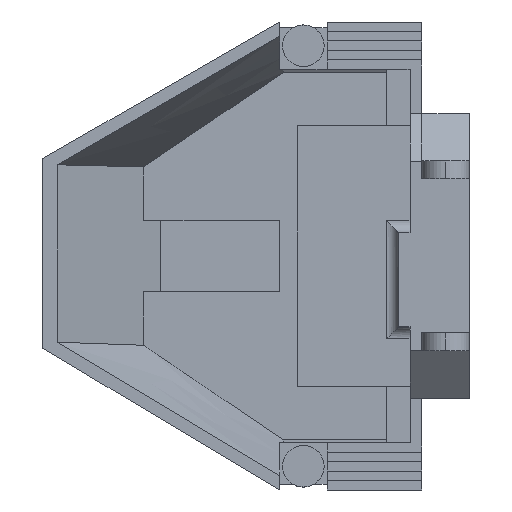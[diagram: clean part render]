
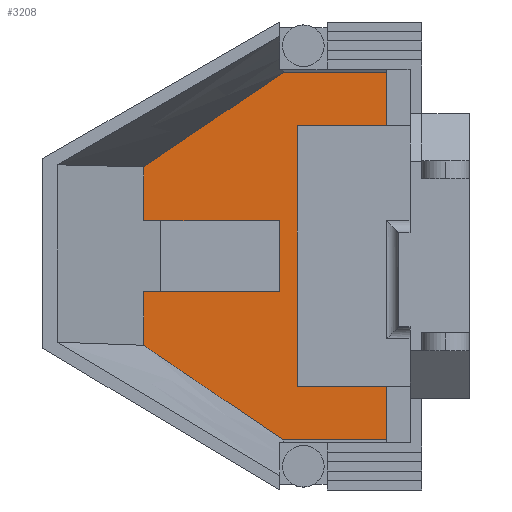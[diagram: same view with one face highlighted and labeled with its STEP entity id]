
A CAD part, top view. The second image highlights one B-rep face of the part: STEP entity #3208.
In plain terms, the highlighted planar face has unit normal (0, 0, 1).
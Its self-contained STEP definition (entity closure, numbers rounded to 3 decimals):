
#35=B_SPLINE_CURVE_WITH_KNOTS('',3,(#4918,#4919,#4920,#4921,#4922,#4923,
#4924,#4925,#4926,#4927,#4928,#4929,#4930),.UNSPECIFIED.,.F.,.F.,(4,3,3,
3,4),(-2.904,-1.808,-1.509,-0.481,
-0.06),.UNSPECIFIED.);
#37=B_SPLINE_CURVE_WITH_KNOTS('',3,(#4969,#4970,#4971,#4972,#4973,#4974,
#4975,#4976,#4977,#4978,#4979,#4980,#4981),.UNSPECIFIED.,.F.,.F.,(4,3,3,
3,4),(-2.955,-1.752,-1.503,-0.245,
-0.108),.UNSPECIFIED.);
#136=PLANE('',#3421);
#292=FACE_OUTER_BOUND('',#461,.T.);
#461=EDGE_LOOP('',(#2724,#2725,#2726,#2727,#2728,#2729,#2730,#2731,#2732,
#2733,#2734,#2735,#2736,#2737,#2738));
#720=LINE('',#4848,#1123);
#722=LINE('',#4857,#1125);
#725=LINE('',#4869,#1128);
#729=LINE('',#4938,#1132);
#797=LINE('',#5191,#1200);
#798=LINE('',#5193,#1201);
#799=LINE('',#5195,#1202);
#800=LINE('',#5196,#1203);
#801=LINE('',#5198,#1204);
#802=LINE('',#5200,#1205);
#803=LINE('',#5202,#1206);
#804=LINE('',#5204,#1207);
#805=LINE('',#5205,#1208);
#1123=VECTOR('',#3839,10.);
#1125=VECTOR('',#3843,10.);
#1128=VECTOR('',#3850,10.);
#1132=VECTOR('',#3856,10.);
#1200=VECTOR('',#4034,10.);
#1201=VECTOR('',#4035,10.);
#1202=VECTOR('',#4036,10.);
#1203=VECTOR('',#4037,10.);
#1204=VECTOR('',#4038,10.);
#1205=VECTOR('',#4039,10.);
#1206=VECTOR('',#4040,10.);
#1207=VECTOR('',#4041,10.);
#1208=VECTOR('',#4042,10.);
#1536=VERTEX_POINT('',#4845);
#1537=VERTEX_POINT('',#4847);
#1538=VERTEX_POINT('',#4854);
#1539=VERTEX_POINT('',#4856);
#1542=VERTEX_POINT('',#4864);
#1546=VERTEX_POINT('',#4911);
#1549=VERTEX_POINT('',#4936);
#1553=VERTEX_POINT('',#4968);
#1609=VERTEX_POINT('',#5190);
#1610=VERTEX_POINT('',#5192);
#1611=VERTEX_POINT('',#5194);
#1612=VERTEX_POINT('',#5197);
#1613=VERTEX_POINT('',#5199);
#1614=VERTEX_POINT('',#5201);
#1615=VERTEX_POINT('',#5203);
#1905=EDGE_CURVE('',#1537,#1536,#720,.T.);
#1908=EDGE_CURVE('',#1539,#1538,#722,.T.);
#1913=EDGE_CURVE('',#1538,#1542,#725,.T.);
#1919=EDGE_CURVE('',#1542,#1546,#35,.F.);
#1923=EDGE_CURVE('',#1536,#1549,#729,.T.);
#1929=EDGE_CURVE('',#1553,#1537,#37,.F.);
#2020=EDGE_CURVE('',#1549,#1609,#797,.T.);
#2021=EDGE_CURVE('',#1610,#1609,#798,.T.);
#2022=EDGE_CURVE('',#1611,#1610,#799,.T.);
#2023=EDGE_CURVE('',#1611,#1539,#800,.T.);
#2024=EDGE_CURVE('',#1546,#1612,#801,.T.);
#2025=EDGE_CURVE('',#1613,#1612,#802,.T.);
#2026=EDGE_CURVE('',#1614,#1613,#803,.T.);
#2027=EDGE_CURVE('',#1614,#1615,#804,.F.);
#2028=EDGE_CURVE('',#1615,#1553,#805,.T.);
#2724=ORIENTED_EDGE('',*,*,#1923,.T.);
#2725=ORIENTED_EDGE('',*,*,#2020,.T.);
#2726=ORIENTED_EDGE('',*,*,#2021,.F.);
#2727=ORIENTED_EDGE('',*,*,#2022,.F.);
#2728=ORIENTED_EDGE('',*,*,#2023,.T.);
#2729=ORIENTED_EDGE('',*,*,#1908,.T.);
#2730=ORIENTED_EDGE('',*,*,#1913,.T.);
#2731=ORIENTED_EDGE('',*,*,#1919,.T.);
#2732=ORIENTED_EDGE('',*,*,#2024,.T.);
#2733=ORIENTED_EDGE('',*,*,#2025,.F.);
#2734=ORIENTED_EDGE('',*,*,#2026,.F.);
#2735=ORIENTED_EDGE('',*,*,#2027,.T.);
#2736=ORIENTED_EDGE('',*,*,#2028,.T.);
#2737=ORIENTED_EDGE('',*,*,#1929,.T.);
#2738=ORIENTED_EDGE('',*,*,#1905,.T.);
#3208=ADVANCED_FACE('',(#292),#136,.T.);
#3421=AXIS2_PLACEMENT_3D('',#5189,#4032,#4033);
#3839=DIRECTION('',(1.,0.,0.));
#3843=DIRECTION('',(0.,1.,0.));
#3850=DIRECTION('',(-1.,0.,0.));
#3856=DIRECTION('',(0.,1.,0.));
#4032=DIRECTION('center_axis',(0.,0.,
1.));
#4033=DIRECTION('ref_axis',(1.,0.,0.));
#4034=DIRECTION('',(-1.,0.,0.));
#4035=DIRECTION('',(1.,0.,0.));
#4036=DIRECTION('',(0.,-1.,0.));
#4037=DIRECTION('',(1.,0.,0.));
#4038=DIRECTION('',(0.,-1.,0.));
#4039=DIRECTION('',(-1.,0.,0.));
#4040=DIRECTION('',(0.,1.,0.));
#4041=DIRECTION('',(1.,0.,0.));
#4042=DIRECTION('',(0.,-1.,0.));
#4845=CARTESIAN_POINT('',(13.,-11.018,10.2));
#4847=CARTESIAN_POINT('',(-4.408,-11.018,10.2));
#4848=CARTESIAN_POINT('',(-4.047,-11.018,10.2));
#4854=CARTESIAN_POINT('',(13.,51.018,10.2));
#4856=CARTESIAN_POINT('',(13.,42.,10.2));
#4857=CARTESIAN_POINT('',(13.,34.,10.2));
#4864=CARTESIAN_POINT('',(-4.41,51.018,10.2));
#4869=CARTESIAN_POINT('',(7.953,51.018,10.2));
#4911=CARTESIAN_POINT('',(-27.955,35.082,10.2));
#4918=CARTESIAN_POINT('Ctrl Pts',(-27.955,35.082,10.2));
#4919=CARTESIAN_POINT('Ctrl Pts',(-24.932,37.131,10.2));
#4920=CARTESIAN_POINT('Ctrl Pts',(-21.91,39.178,10.2));
#4921=CARTESIAN_POINT('Ctrl Pts',(-18.887,41.225,10.2));
#4922=CARTESIAN_POINT('Ctrl Pts',(-18.062,41.783,10.2));
#4923=CARTESIAN_POINT('Ctrl Pts',(-17.237,42.342,10.2));
#4924=CARTESIAN_POINT('Ctrl Pts',(-16.412,42.9,10.2));
#4925=CARTESIAN_POINT('Ctrl Pts',(-13.574,44.821,10.2));
#4926=CARTESIAN_POINT('Ctrl Pts',(-10.737,46.74,10.2));
#4927=CARTESIAN_POINT('Ctrl Pts',(-7.9,48.659,10.2));
#4928=CARTESIAN_POINT('Ctrl Pts',(-6.737,49.445,10.2));
#4929=CARTESIAN_POINT('Ctrl Pts',(-5.573,50.232,10.2));
#4930=CARTESIAN_POINT('Ctrl Pts',(-4.41,51.018,10.2));
#4936=CARTESIAN_POINT('',(13.,-2.,10.2));
#4938=CARTESIAN_POINT('',(13.,6.,10.2));
#4968=CARTESIAN_POINT('',(-27.955,4.966,10.2));
#4969=CARTESIAN_POINT('Ctrl Pts',(-4.408,-11.018,10.2));
#4970=CARTESIAN_POINT('Ctrl Pts',(-7.726,-8.768,10.2));
#4971=CARTESIAN_POINT('Ctrl Pts',(-11.042,-6.518,10.2));
#4972=CARTESIAN_POINT('Ctrl Pts',(-14.359,-4.267,10.2));
#4973=CARTESIAN_POINT('Ctrl Pts',(-15.045,-3.801,10.2));
#4974=CARTESIAN_POINT('Ctrl Pts',(-15.731,-3.336,10.2));
#4975=CARTESIAN_POINT('Ctrl Pts',(-16.417,-2.87,10.2));
#4976=CARTESIAN_POINT('Ctrl Pts',(-19.886,-0.515,
10.2));
#4977=CARTESIAN_POINT('Ctrl Pts',(-23.353,1.839,10.2));
#4978=CARTESIAN_POINT('Ctrl Pts',(-26.821,4.195,10.2));
#4979=CARTESIAN_POINT('Ctrl Pts',(-27.199,4.452,10.2));
#4980=CARTESIAN_POINT('Ctrl Pts',(-27.577,4.709,10.2));
#4981=CARTESIAN_POINT('Ctrl Pts',(-27.955,4.966,10.2));
#5189=CARTESIAN_POINT('Origin',(-3.093,20.,10.2));
#5190=CARTESIAN_POINT('',(9.,-2.,10.2));
#5191=CARTESIAN_POINT('',(7.953,-2.,10.2));
#5192=CARTESIAN_POINT('',(-2.,-2.,10.2));
#5193=CARTESIAN_POINT('',(9.5,-2.,10.2));
#5194=CARTESIAN_POINT('',(-2.,42.,10.2));
#5195=CARTESIAN_POINT('',(-2.,-2.,10.2));
#5196=CARTESIAN_POINT('',(-1.547,42.,10.2));
#5197=CARTESIAN_POINT('',(-27.955,26.,10.2));
#5198=CARTESIAN_POINT('',(-27.955,28.,10.2));
#5199=CARTESIAN_POINT('',(-5.,26.,10.2));
#5200=CARTESIAN_POINT('',(-4.047,26.,10.2));
#5201=CARTESIAN_POINT('',(-5.,14.,10.2));
#5202=CARTESIAN_POINT('',(-5.,32.,10.2));
#5203=CARTESIAN_POINT('',(-27.955,14.,10.2));
#5204=CARTESIAN_POINT('',(-4.047,14.,10.2));
#5205=CARTESIAN_POINT('',(-27.955,28.,10.2));
